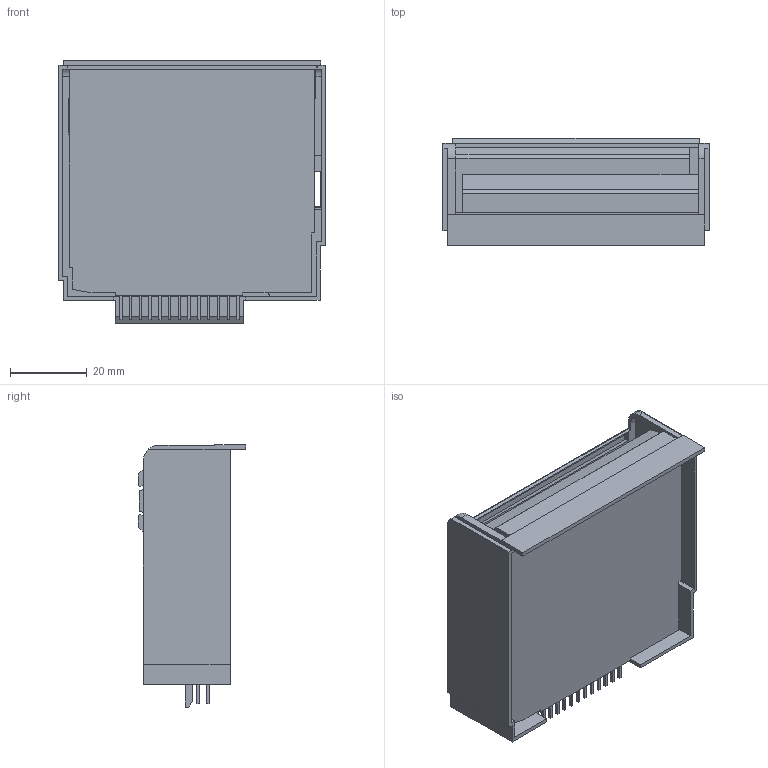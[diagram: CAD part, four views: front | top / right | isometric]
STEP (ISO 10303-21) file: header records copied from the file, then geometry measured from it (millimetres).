
FILE_DESCRIPTION (( 'STEP AP214' ), '1' );
FILE_NAME ('14742006_CJ MODULO IO CFW500_IOD Coord nc.STEP', '2021-07-13T19:02:46', ( '' ), ( '' ), 'SwSTEP 2.0', 'SolidWorks 2017', '' );
FILE_SCHEMA (( 'AUTOMOTIVE_DESIGN' ));
Length unit declared in the file: inch
Products named in the file (1): 14742006_CJ MODULO IO CFW500_IOD Coord nc
Bounding box: 69.25 x 27.85 x 68.21 mm (x, y, z)
Volume: 31204.8 mm3; surface area: 30118.1 mm2
Topology: 1 solids, 1 shells, 437 faces, 1099 edges, 724 vertices
Faces by surface type: plane 385, cylinder 52
Entity records: 13347 total; most frequent: CARTESIAN_POINT 2261, ORIENTED_EDGE 2198, DIRECTION 2085, EDGE_CURVE 1099, LINE 989, VECTOR 989, VERTEX_POINT 724, AXIS2_PLACEMENT_3D 548
